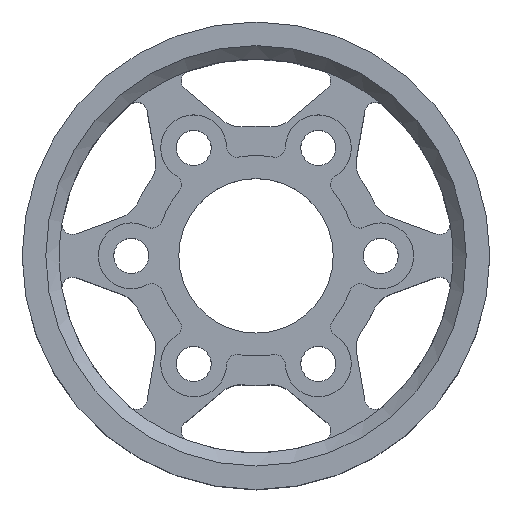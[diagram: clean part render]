
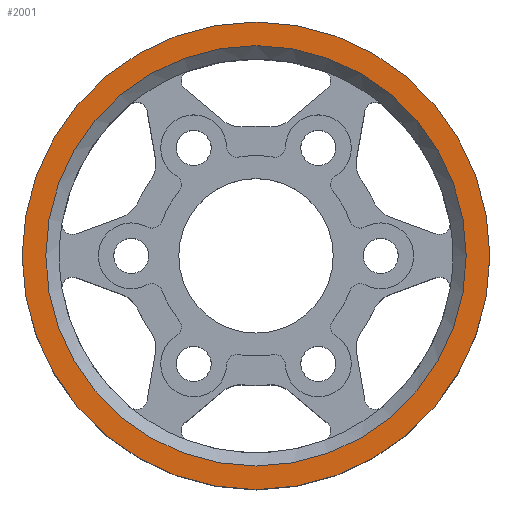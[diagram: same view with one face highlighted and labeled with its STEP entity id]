
A CAD part, top view. The second image highlights one B-rep face of the part: STEP entity #2001.
In plain terms, the highlighted planar face has unit normal (0, 0, 1).
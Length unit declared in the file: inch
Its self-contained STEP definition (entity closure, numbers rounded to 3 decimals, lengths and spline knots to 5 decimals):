
#76=FACE_BOUND('',#322,.T.);
#104=PLANE('',#2270);
#198=FACE_OUTER_BOUND('',#321,.T.);
#321=EDGE_LOOP('',(#1800));
#322=EDGE_LOOP('',(#1801));
#720=CIRCLE('',#2267,1.3125);
#721=CIRCLE('',#2269,1.18);
#923=VERTEX_POINT('',#4034);
#924=VERTEX_POINT('',#4038);
#1223=EDGE_CURVE('',#923,#923,#720,.T.);
#1225=EDGE_CURVE('',#924,#924,#721,.T.);
#1800=ORIENTED_EDGE('',*,*,#1223,.F.);
#1801=ORIENTED_EDGE('',*,*,#1225,.T.);
#2001=ADVANCED_FACE('',(#198,#76),#104,.T.);
#2267=AXIS2_PLACEMENT_3D('',#4036,#2876,#2877);
#2269=AXIS2_PLACEMENT_3D('',#4040,#2881,#2882);
#2270=AXIS2_PLACEMENT_3D('',#4041,#2883,#2884);
#2876=DIRECTION('center_axis',(0.,0.,-1.));
#2877=DIRECTION('ref_axis',(1.,0.,0.));
#2881=DIRECTION('center_axis',(0.,0.,-1.));
#2882=DIRECTION('ref_axis',(1.,0.,0.));
#2883=DIRECTION('center_axis',(0.,0.,1.));
#2884=DIRECTION('ref_axis',(1.,0.,0.));
#4034=CARTESIAN_POINT('',(1.3125,0.,0.075));
#4036=CARTESIAN_POINT('Origin',(0.,0.,0.075));
#4038=CARTESIAN_POINT('',(1.18,0.,0.075));
#4040=CARTESIAN_POINT('Origin',(0.,0.,0.075));
#4041=CARTESIAN_POINT('Origin',(-1.3125,0.,0.075));
